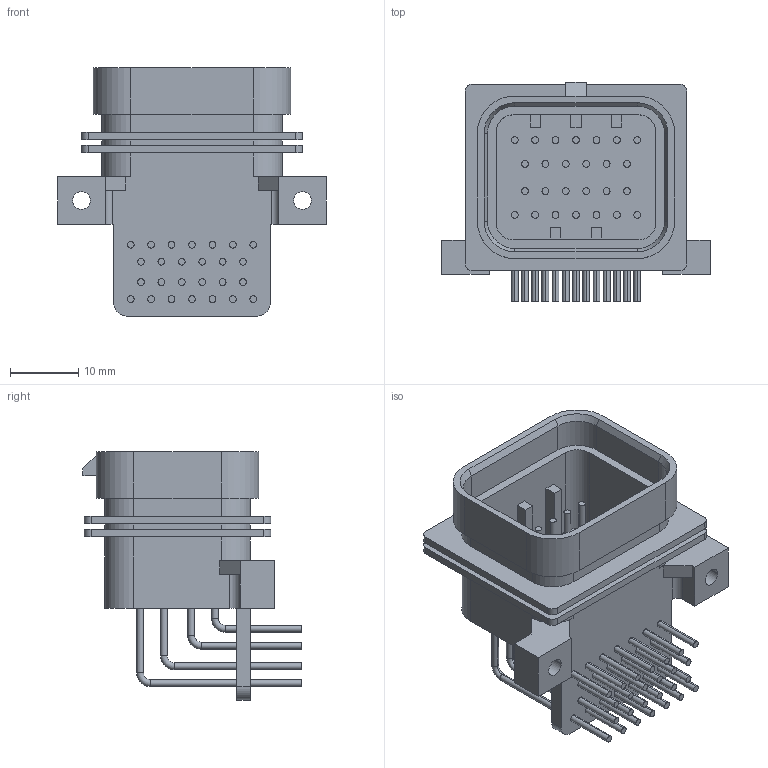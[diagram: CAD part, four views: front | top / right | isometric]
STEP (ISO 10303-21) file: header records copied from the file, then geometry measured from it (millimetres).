
FILE_DESCRIPTION((''),'2;1');
FILE_NAME('C-6473423-1','2010-02-15T',('workeradm'),(''),'PRO/ENGINEER BY PARAMETRIC TECHNOLOGY CORPORATION, 2008380','PRO/ENGINEER BY PARAMETRIC TECHNOLOGY CORPORATION, 2008380','');
FILE_SCHEMA(('AUTOMOTIVE_DESIGN { 1 0 10303 214 1 1 1 1 }'));
Length unit declared in the file: millimetre
Products named in the file (1): C-6473423-1
Bounding box: 39.5 x 32.15 x 36.5 mm (x, y, z)
Volume: 7201.9 mm3; surface area: 10123.1 mm2
Topology: 1 solids, 1 shells, 452 faces, 1058 edges, 668 vertices
Faces by surface type: cylinder 251, plane 145, torus 52, cone 4
Entity records: 13196 total; most frequent: DIRECTION 2520, CARTESIAN_POINT 2179, ORIENTED_EDGE 2116, EDGE_CURVE 1058, AXIS2_PLACEMENT_3D 1010, VERTEX_POINT 668, EDGE_LOOP 568, CIRCLE 558
